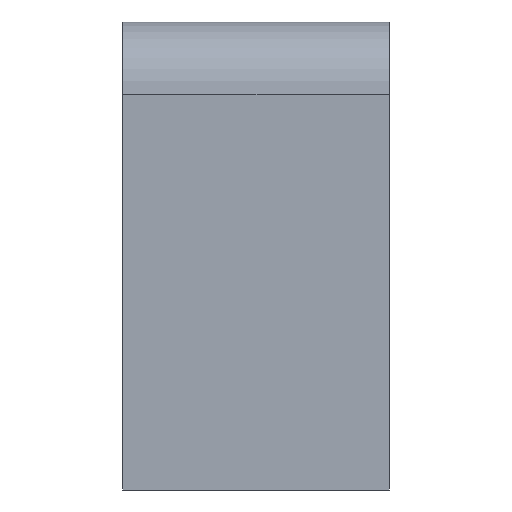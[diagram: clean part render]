
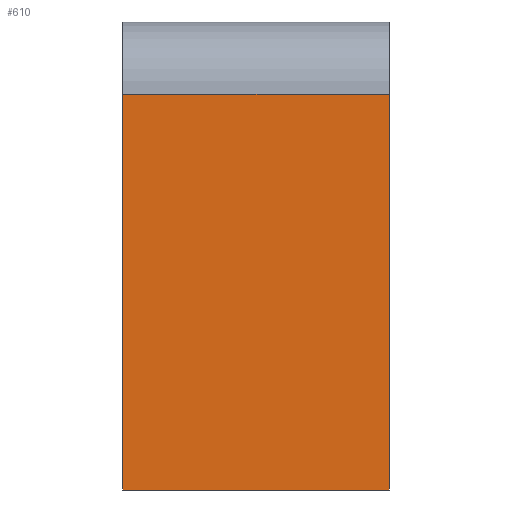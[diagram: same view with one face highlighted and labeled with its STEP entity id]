
A CAD part, left-side view. The second image highlights one B-rep face of the part: STEP entity #610.
In plain terms, the highlighted planar face has unit normal (-1, 0, 0).
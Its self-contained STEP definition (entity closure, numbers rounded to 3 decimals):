
#17=DIRECTION('',(0.,0.,1.));
#18=VECTOR('',#17,5.5);
#19=CARTESIAN_POINT('',(-6.3,-1.85,-6.5));
#20=LINE('',#19,#18);
#125=DIRECTION('',(0.,0.,1.));
#126=VECTOR('',#125,5.5);
#127=CARTESIAN_POINT('',(-6.3,1.85,-6.5));
#128=LINE('',#127,#126);
#203=DIRECTION('',(0.,-1.,0.));
#204=VECTOR('',#203,3.7);
#205=CARTESIAN_POINT('',(-6.3,1.85,-1.));
#206=LINE('',#205,#204);
#221=DIRECTION('',(0.,1.,0.));
#222=VECTOR('',#221,3.7);
#223=CARTESIAN_POINT('',(-6.3,-1.85,-6.5));
#224=LINE('',#223,#222);
#258=CARTESIAN_POINT('',(-6.3,-1.85,-6.5));
#260=VERTEX_POINT('',#258);
#262=CARTESIAN_POINT('',(-6.3,1.85,-6.5));
#264=VERTEX_POINT('',#262);
#265=CARTESIAN_POINT('',(-6.3,1.85,-1.));
#266=CARTESIAN_POINT('',(-6.3,-1.85,-1.));
#267=VERTEX_POINT('',#265);
#268=VERTEX_POINT('',#266);
#598=CARTESIAN_POINT('',(-6.3,-1.85,-6.5));
#599=DIRECTION('',(-1.,0.,0.));
#600=DIRECTION('',(0.,0.,1.));
#601=AXIS2_PLACEMENT_3D('',#598,#599,#600);
#602=PLANE('',#601);
#603=ORIENTED_EDGE('',*,*,#590,.T.);
#604=ORIENTED_EDGE('',*,*,#318,.F.);
#606=ORIENTED_EDGE('',*,*,#605,.T.);
#607=ORIENTED_EDGE('',*,*,#446,.T.);
#608=EDGE_LOOP('',(#603,#604,#606,#607));
#609=FACE_OUTER_BOUND('',#608,.F.);
#610=ADVANCED_FACE('',(#609),#602,.T.);
#318=EDGE_CURVE('',#260,#268,#20,.T.);
#446=EDGE_CURVE('',#264,#267,#128,.T.);
#590=EDGE_CURVE('',#267,#268,#206,.T.);
#605=EDGE_CURVE('',#260,#264,#224,.T.);
